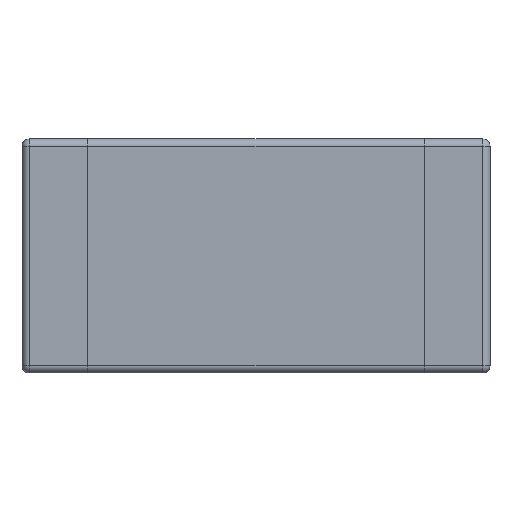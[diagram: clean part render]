
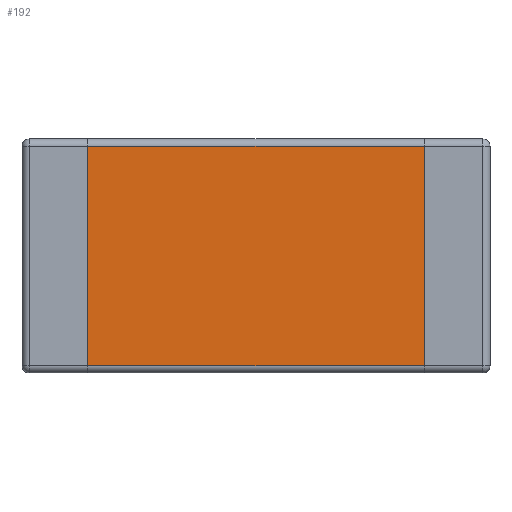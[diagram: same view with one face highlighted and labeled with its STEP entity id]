
A CAD part, front view. The second image highlights one B-rep face of the part: STEP entity #192.
In plain terms, the highlighted planar face has unit normal (0, -1, 0).
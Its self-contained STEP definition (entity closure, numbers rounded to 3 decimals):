
#33 = VECTOR ( 'NONE', #246, 1000. ) ;
#128 = LINE ( 'NONE', #487, #751 ) ;
#180 = EDGE_CURVE ( 'NONE', #819, #853, #128, .T. ) ;
#184 = CARTESIAN_POINT ( 'NONE',  ( 1.15, 0., 0.75 ) ) ;
#192 = ADVANCED_FACE ( 'NONE', ( #1032 ), #497, .T. ) ;
#208 = DIRECTION ( 'NONE',  ( 0., -1., 0. ) ) ;
#246 = DIRECTION ( 'NONE',  ( 0., 0., -1. ) ) ;
#267 = ORIENTED_EDGE ( 'NONE', *, *, #440, .T. ) ;
#289 = CARTESIAN_POINT ( 'NONE',  ( -1.6, 0., 0.75 ) ) ;
#304 = CARTESIAN_POINT ( 'NONE',  ( -1.15, 0., 0.75 ) ) ;
#366 = CARTESIAN_POINT ( 'NONE',  ( 1.15, 0., -0.75 ) ) ;
#387 = VERTEX_POINT ( 'NONE', #366 ) ;
#440 = EDGE_CURVE ( 'NONE', #785, #853, #838, .T. ) ;
#468 = ORIENTED_EDGE ( 'NONE', *, *, #180, .F. ) ;
#478 = ORIENTED_EDGE ( 'NONE', *, *, #1109, .F. ) ;
#487 = CARTESIAN_POINT ( 'NONE',  ( -1.15, 0., -0.8 ) ) ;
#497 = PLANE ( 'NONE',  #825 ) ;
#506 = VECTOR ( 'NONE', #746, 1000. ) ;
#576 = DIRECTION ( 'NONE',  ( 0., 0., -1. ) ) ;
#596 = ORIENTED_EDGE ( 'NONE', *, *, #1130, .T. ) ;
#648 = CARTESIAN_POINT ( 'NONE',  ( -1.15, 0., -0.75 ) ) ;
#692 = VECTOR ( 'NONE', #978, 1000. ) ;
#698 = LINE ( 'NONE', #1043, #33 ) ;
#746 = DIRECTION ( 'NONE',  ( -1., 0., 0. ) ) ;
#751 = VECTOR ( 'NONE', #849, 1000. ) ;
#782 = CARTESIAN_POINT ( 'NONE',  ( 1.6, 0., -0.75 ) ) ;
#785 = VERTEX_POINT ( 'NONE', #184 ) ;
#819 = VERTEX_POINT ( 'NONE', #648 ) ;
#825 = AXIS2_PLACEMENT_3D ( 'NONE', #1022, #208, #576 ) ;
#838 = LINE ( 'NONE', #289, #506 ) ;
#849 = DIRECTION ( 'NONE',  ( 0., 0., 1. ) ) ;
#853 = VERTEX_POINT ( 'NONE', #304 ) ;
#861 = LINE ( 'NONE', #782, #692 ) ;
#978 = DIRECTION ( 'NONE',  ( 1., 0., 0. ) ) ;
#1022 = CARTESIAN_POINT ( 'NONE',  ( 1.6, 0., -0.8 ) ) ;
#1032 = FACE_OUTER_BOUND ( 'NONE', #1085, .T. ) ;
#1043 = CARTESIAN_POINT ( 'NONE',  ( 1.15, 0., -0.8 ) ) ;
#1085 = EDGE_LOOP ( 'NONE', ( #468, #596, #478, #267 ) ) ;
#1109 = EDGE_CURVE ( 'NONE', #785, #387, #698, .T. ) ;
#1130 = EDGE_CURVE ( 'NONE', #819, #387, #861, .T. ) ;
